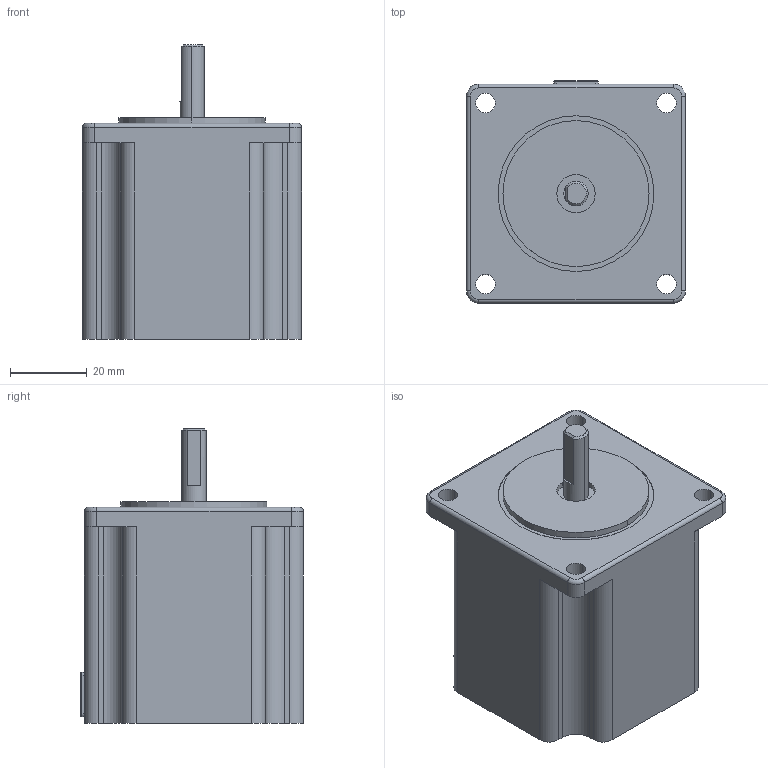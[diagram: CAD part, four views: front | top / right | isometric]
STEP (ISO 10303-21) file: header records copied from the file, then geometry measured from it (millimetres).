
FILE_DESCRIPTION (( 'STEP AP203' ), '1' );
FILE_NAME ('6627T53.step', '2015-03-25T16:09:37', ( '' ), ( '' ), 'SwSTEP 2.0', 'SolidWorks 2010', '' );
FILE_SCHEMA (( 'CONFIG_CONTROL_DESIGN' ));
Length unit declared in the file: inch
Products named in the file (1): 6627T53
Bounding box: 57.15 x 58.17 x 76.96 mm (x, y, z)
Volume: 165683.6 mm3; surface area: 21527.4 mm2
Topology: 2 solids, 3 shells, 113 faces, 272 edges, 174 vertices
Faces by surface type: cylinder 59, plane 41, torus 8, cone 5
Entity records: 3424 total; most frequent: DIRECTION 631, CARTESIAN_POINT 566, ORIENTED_EDGE 544, EDGE_CURVE 272, AXIS2_PLACEMENT_3D 247, VERTEX_POINT 174, LINE 137, VECTOR 137
